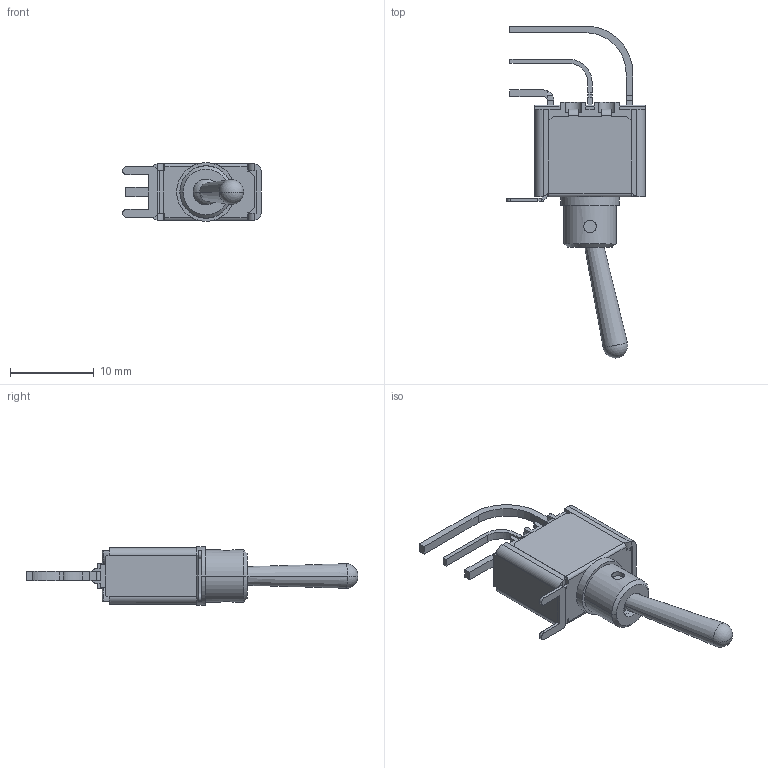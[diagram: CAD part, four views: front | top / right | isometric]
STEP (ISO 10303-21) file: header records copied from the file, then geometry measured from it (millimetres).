
FILE_DESCRIPTION((''),'2;1');
FILE_NAME('5236_WW','2012-06-28T',('francis'),(''),'PRO/ENGINEER BY PARAMETRIC TECHNOLOGY CORPORATION, 2011370','PRO/ENGINEER BY PARAMETRIC TECHNOLOGY CORPORATION, 2011370','');
FILE_SCHEMA(('CONFIG_CONTROL_DESIGN'));
Length unit declared in the file: millimetre
Products named in the file (1): 5236_WW
Bounding box: 16.54 x 39.61 x 7 mm (x, y, z)
Volume: 815.7 mm3; surface area: 2146 mm2
Topology: 1 solids, 1 shells, 476 faces, 1367 edges, 839 vertices
Faces by surface type: plane 303, cylinder 123, cone 20, bspline 18, torus 8, sphere 4
Entity records: 16661 total; most frequent: CARTESIAN_POINT 4248, ORIENTED_EDGE 2718, DIRECTION 2437, EDGE_CURVE 1359, VECTOR 981, LINE 981, VERTEX_POINT 837, AXIS2_PLACEMENT_3D 728
